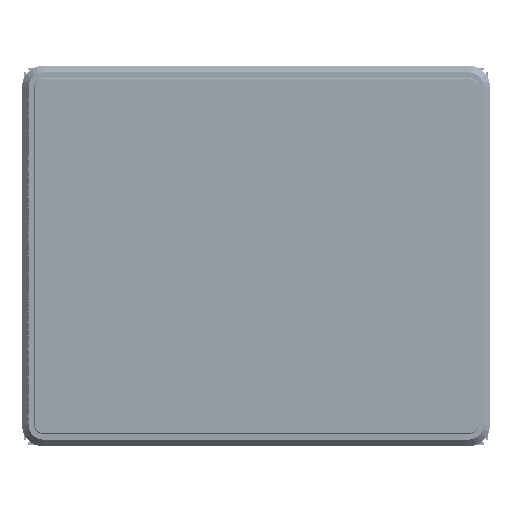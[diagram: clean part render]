
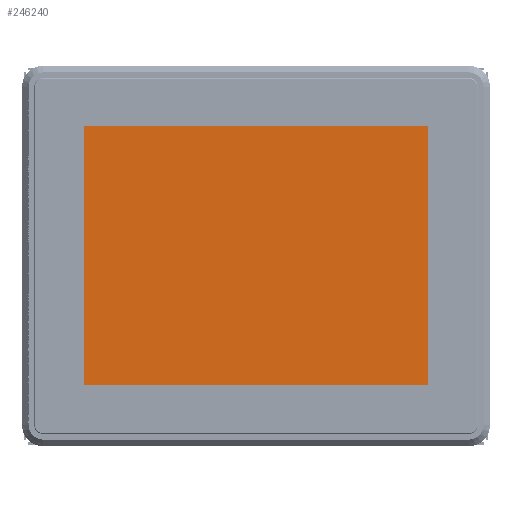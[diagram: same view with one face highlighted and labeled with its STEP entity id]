
A CAD part, top view. The second image highlights one B-rep face of the part: STEP entity #246240.
In plain terms, the highlighted planar face has unit normal (0, 0, 1).
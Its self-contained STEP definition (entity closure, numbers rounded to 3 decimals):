
#246201=CARTESIAN_POINT('',(0.,0.,3.001));
#246202=DIRECTION('',(0.0,0.0,1.0));
#246203=DIRECTION('',(-1.0,0.0,0.0));
#246204=AXIS2_PLACEMENT_3D('',#246201,#246202,#246203);
#246205=PLANE('',#246204);
#246206=CARTESIAN_POINT('',(106.1,79.7,3.001));
#246207=VERTEX_POINT('',#246206);
#246208=CARTESIAN_POINT('',(106.1,-79.7,3.001));
#246209=VERTEX_POINT('',#246208);
#246210=CARTESIAN_POINT('',(106.1,79.7,3.001));
#246211=DIRECTION('',(0.0,-1.0,0.0));
#246212=VECTOR('',#246211,159.4);
#246213=LINE('',#246210,#246212);
#246214=EDGE_CURVE('',#246207,#246209,#246213,.T.);
#246215=ORIENTED_EDGE('',*,*,#246214,.F.);
#246216=CARTESIAN_POINT('',(-106.1,79.7,3.001));
#246217=VERTEX_POINT('',#246216);
#246218=CARTESIAN_POINT('',(-106.1,79.7,3.001));
#246219=DIRECTION('',(1.0,0.0,0.0));
#246220=VECTOR('',#246219,212.2);
#246221=LINE('',#246218,#246220);
#246222=EDGE_CURVE('',#246217,#246207,#246221,.T.);
#246223=ORIENTED_EDGE('',*,*,#246222,.F.);
#246224=CARTESIAN_POINT('',(-106.1,-79.7,3.001));
#246225=VERTEX_POINT('',#246224);
#246226=CARTESIAN_POINT('',(-106.1,-79.7,3.001));
#246227=DIRECTION('',(0.0,1.0,0.0));
#246228=VECTOR('',#246227,159.4);
#246229=LINE('',#246226,#246228);
#246230=EDGE_CURVE('',#246225,#246217,#246229,.T.);
#246231=ORIENTED_EDGE('',*,*,#246230,.F.);
#246232=CARTESIAN_POINT('',(106.1,-79.7,3.001));
#246233=DIRECTION('',(-1.0,0.0,0.0));
#246234=VECTOR('',#246233,212.2);
#246235=LINE('',#246232,#246234);
#246236=EDGE_CURVE('',#246209,#246225,#246235,.T.);
#246237=ORIENTED_EDGE('',*,*,#246236,.F.);
#246238=EDGE_LOOP('',(#246215,#246223,#246231,#246237));
#246239=FACE_OUTER_BOUND('',#246238,.T.);
#246240=ADVANCED_FACE('',(#246239),#246205,.T.);
